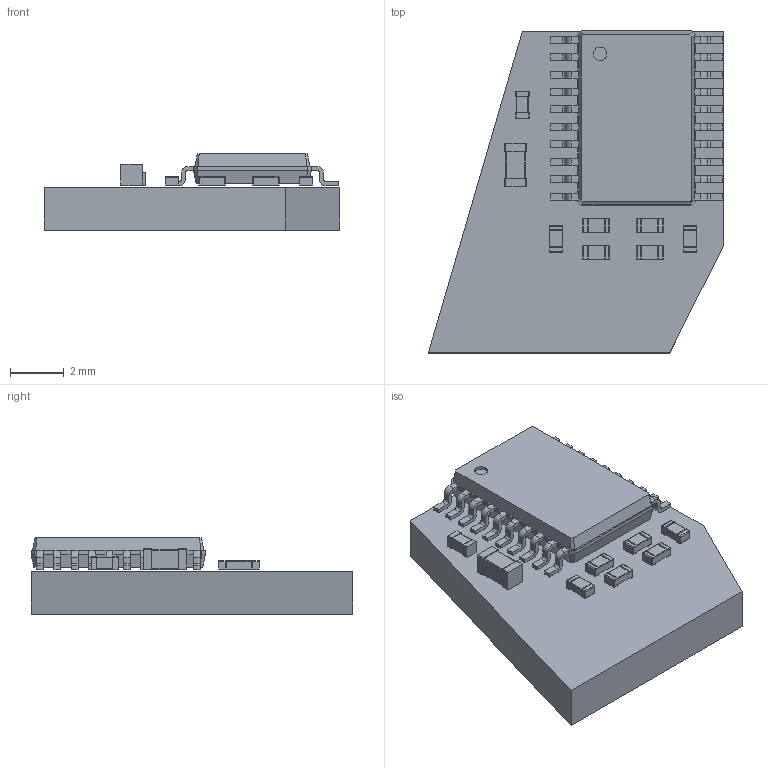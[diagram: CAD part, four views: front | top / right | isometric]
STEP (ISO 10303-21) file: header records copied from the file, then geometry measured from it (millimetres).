
FILE_DESCRIPTION(('KiCad electronic assembly'),'2;1');
FILE_NAME('as5045b_board_left.step','2020-03-10T16:36:16',('An Author'), ('A Company'),'Open CASCADE STEP processor 6.9', 'KiCad to STEP converter','Unknown');
FILE_SCHEMA(('AUTOMOTIVE_DESIGN { 1 0 10303 214 1 1 1 1 }'));
Length unit declared in the file: millimetre
Products named in the file (10): Open CASCADE STEP translator 6.9 1; TSSOP-20_4.4x6.5mm_P0.65mm; SOLID; R_0402_1005Metric; C_0603_1608Metric; C_0402_1005Metric
Assembly tree (14 placements, depth 3):
  Open CASCADE STEP translator 6.9 1
    TSSOP-20_4.4x6.5mm_P0.65mm
      SOLID
    R_0402_1005Metric  x6
      SOLID
    C_0603_1608Metric
      SOLID
    C_0402_1005Metric
      SOLID
    SOLID
Bounding box: 11 x 12 x 2.85 mm (x, y, z)
Volume: 204.3 mm3; surface area: 401.3 mm2
Topology: 10 solids, 10 shells, 555 faces, 1462 edges, 932 vertices
Faces by surface type: plane 358, cylinder 153, bspline 44
Full cylindrical faces by diameter (mm): 0.5 x1
Entity records: 30888 total; most frequent: CARTESIAN_POINT 5454, DIRECTION 4140, LINE 2782, VECTOR 2782, ORIENTED_EDGE 2244, PCURVE 2244, DEFINITIONAL_REPRESENTATION 2244, EDGE_CURVE 1122
